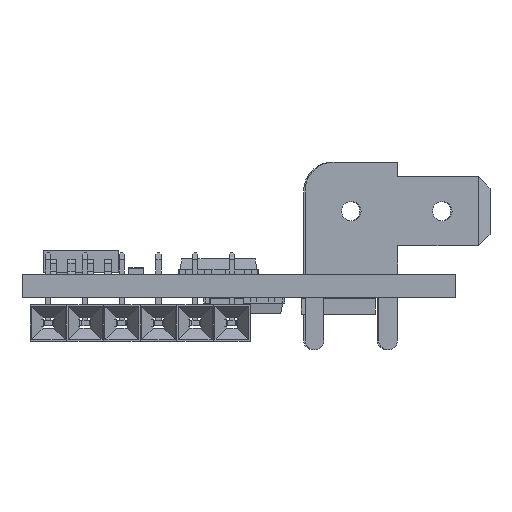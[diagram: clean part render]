
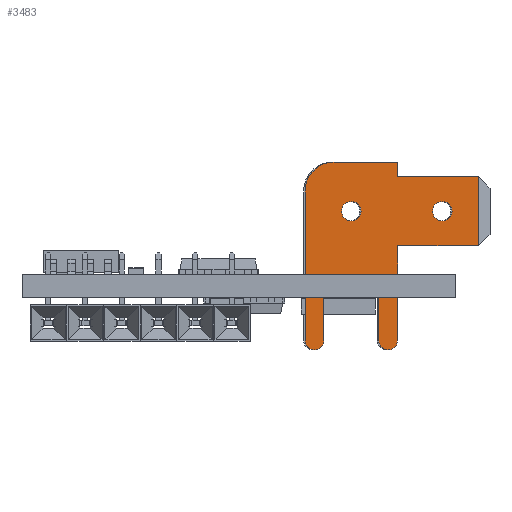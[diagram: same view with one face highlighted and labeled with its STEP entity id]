
A CAD part, front view. The second image highlights one B-rep face of the part: STEP entity #3483.
In plain terms, the highlighted face is planar.
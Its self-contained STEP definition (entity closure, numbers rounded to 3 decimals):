
#3483 = ADVANCED_FACE('',(#3484,#3593,#3613),#3633,.T.);
#3484 = FACE_BOUND('',#3485,.T.);
#3485 = EDGE_LOOP('',(#3486,#3496,#3504,#3512,#3521,#3529,#3538,#3546,
    #3554,#3562,#3571,#3579,#3587));
#3486 = ORIENTED_EDGE('',*,*,#3487,.T.);
#3487 = EDGE_CURVE('',#3488,#3490,#3492,.T.);
#3488 = VERTEX_POINT('',#3489);
#3489 = CARTESIAN_POINT('',(8.8,6.8,0.));
#3490 = VERTEX_POINT('',#3491);
#3491 = CARTESIAN_POINT('',(3.2,6.8,0.));
#3492 = LINE('',#3493,#3494);
#3493 = CARTESIAN_POINT('',(8.8,6.8,0.));
#3494 = VECTOR('',#3495,1.);
#3495 = DIRECTION('',(-1.,0.,0.));
#3496 = ORIENTED_EDGE('',*,*,#3497,.T.);
#3497 = EDGE_CURVE('',#3490,#3498,#3500,.T.);
#3498 = VERTEX_POINT('',#3499);
#3499 = CARTESIAN_POINT('',(3.2,7.8,0.));
#3500 = LINE('',#3501,#3502);
#3501 = CARTESIAN_POINT('',(3.2,6.8,0.));
#3502 = VECTOR('',#3503,1.);
#3503 = DIRECTION('',(0.,1.,0.));
#3504 = ORIENTED_EDGE('',*,*,#3505,.T.);
#3505 = EDGE_CURVE('',#3498,#3506,#3508,.T.);
#3506 = VERTEX_POINT('',#3507);
#3507 = CARTESIAN_POINT('',(-1.2,7.8,0.));
#3508 = LINE('',#3509,#3510);
#3509 = CARTESIAN_POINT('',(3.2,7.8,0.));
#3510 = VECTOR('',#3511,1.);
#3511 = DIRECTION('',(-1.,0.,0.));
#3512 = ORIENTED_EDGE('',*,*,#3513,.T.);
#3513 = EDGE_CURVE('',#3506,#3514,#3516,.T.);
#3514 = VERTEX_POINT('',#3515);
#3515 = CARTESIAN_POINT('',(-3.2,5.8,0.));
#3516 = CIRCLE('',#3517,2.);
#3517 = AXIS2_PLACEMENT_3D('',#3518,#3519,#3520);
#3518 = CARTESIAN_POINT('',(-1.2,5.8,0.));
#3519 = DIRECTION('',(0.,0.,1.));
#3520 = DIRECTION('',(0.,1.,0.));
#3521 = ORIENTED_EDGE('',*,*,#3522,.T.);
#3522 = EDGE_CURVE('',#3514,#3523,#3525,.T.);
#3523 = VERTEX_POINT('',#3524);
#3524 = CARTESIAN_POINT('',(-3.2,-4.55,0.));
#3525 = LINE('',#3526,#3527);
#3526 = CARTESIAN_POINT('',(-3.2,5.8,0.));
#3527 = VECTOR('',#3528,1.);
#3528 = DIRECTION('',(0.,-1.,0.));
#3529 = ORIENTED_EDGE('',*,*,#3530,.T.);
#3530 = EDGE_CURVE('',#3523,#3531,#3533,.T.);
#3531 = VERTEX_POINT('',#3532);
#3532 = CARTESIAN_POINT('',(-1.9,-4.55,0.));
#3533 = CIRCLE('',#3534,0.65);
#3534 = AXIS2_PLACEMENT_3D('',#3535,#3536,#3537);
#3535 = CARTESIAN_POINT('',(-2.55,-4.55,0.));
#3536 = DIRECTION('',(0.,0.,1.));
#3537 = DIRECTION('',(-1.,0.,0.));
#3538 = ORIENTED_EDGE('',*,*,#3539,.T.);
#3539 = EDGE_CURVE('',#3531,#3540,#3542,.T.);
#3540 = VERTEX_POINT('',#3541);
#3541 = CARTESIAN_POINT('',(-1.9,0.,0.));
#3542 = LINE('',#3543,#3544);
#3543 = CARTESIAN_POINT('',(-1.9,-4.55,0.));
#3544 = VECTOR('',#3545,1.);
#3545 = DIRECTION('',(0.,1.,0.));
#3546 = ORIENTED_EDGE('',*,*,#3547,.T.);
#3547 = EDGE_CURVE('',#3540,#3548,#3550,.T.);
#3548 = VERTEX_POINT('',#3549);
#3549 = CARTESIAN_POINT('',(1.9,0.,0.));
#3550 = LINE('',#3551,#3552);
#3551 = CARTESIAN_POINT('',(-1.9,0.,0.));
#3552 = VECTOR('',#3553,1.);
#3553 = DIRECTION('',(1.,0.,0.));
#3554 = ORIENTED_EDGE('',*,*,#3555,.T.);
#3555 = EDGE_CURVE('',#3548,#3556,#3558,.T.);
#3556 = VERTEX_POINT('',#3557);
#3557 = CARTESIAN_POINT('',(1.9,-4.55,0.));
#3558 = LINE('',#3559,#3560);
#3559 = CARTESIAN_POINT('',(1.9,0.,0.));
#3560 = VECTOR('',#3561,1.);
#3561 = DIRECTION('',(0.,-1.,0.));
#3562 = ORIENTED_EDGE('',*,*,#3563,.T.);
#3563 = EDGE_CURVE('',#3556,#3564,#3566,.T.);
#3564 = VERTEX_POINT('',#3565);
#3565 = CARTESIAN_POINT('',(3.2,-4.55,0.));
#3566 = CIRCLE('',#3567,0.65);
#3567 = AXIS2_PLACEMENT_3D('',#3568,#3569,#3570);
#3568 = CARTESIAN_POINT('',(2.55,-4.55,0.));
#3569 = DIRECTION('',(0.,0.,1.));
#3570 = DIRECTION('',(-1.,0.,0.));
#3571 = ORIENTED_EDGE('',*,*,#3572,.T.);
#3572 = EDGE_CURVE('',#3564,#3573,#3575,.T.);
#3573 = VERTEX_POINT('',#3574);
#3574 = CARTESIAN_POINT('',(3.2,2.,0.));
#3575 = LINE('',#3576,#3577);
#3576 = CARTESIAN_POINT('',(3.2,-4.55,0.));
#3577 = VECTOR('',#3578,1.);
#3578 = DIRECTION('',(0.,1.,0.));
#3579 = ORIENTED_EDGE('',*,*,#3580,.T.);
#3580 = EDGE_CURVE('',#3573,#3581,#3583,.T.);
#3581 = VERTEX_POINT('',#3582);
#3582 = CARTESIAN_POINT('',(8.8,2.,0.));
#3583 = LINE('',#3584,#3585);
#3584 = CARTESIAN_POINT('',(3.2,2.,0.));
#3585 = VECTOR('',#3586,1.);
#3586 = DIRECTION('',(1.,0.,0.));
#3587 = ORIENTED_EDGE('',*,*,#3588,.F.);
#3588 = EDGE_CURVE('',#3488,#3581,#3589,.T.);
#3589 = LINE('',#3590,#3591);
#3590 = CARTESIAN_POINT('',(8.8,6.8,0.));
#3591 = VECTOR('',#3592,1.);
#3592 = DIRECTION('',(0.,-1.,0.));
#3593 = FACE_BOUND('',#3594,.T.);
#3594 = EDGE_LOOP('',(#3595,#3606));
#3595 = ORIENTED_EDGE('',*,*,#3596,.T.);
#3596 = EDGE_CURVE('',#3597,#3599,#3601,.T.);
#3597 = VERTEX_POINT('',#3598);
#3598 = CARTESIAN_POINT('',(5.625,4.4,0.));
#3599 = VERTEX_POINT('',#3600);
#3600 = CARTESIAN_POINT('',(6.975,4.4,0.));
#3601 = CIRCLE('',#3602,0.675);
#3602 = AXIS2_PLACEMENT_3D('',#3603,#3604,#3605);
#3603 = CARTESIAN_POINT('',(6.3,4.4,0.));
#3604 = DIRECTION('',(0.,0.,-1.));
#3605 = DIRECTION('',(-1.,0.,0.));
#3606 = ORIENTED_EDGE('',*,*,#3607,.T.);
#3607 = EDGE_CURVE('',#3599,#3597,#3608,.T.);
#3608 = CIRCLE('',#3609,0.675);
#3609 = AXIS2_PLACEMENT_3D('',#3610,#3611,#3612);
#3610 = CARTESIAN_POINT('',(6.3,4.4,0.));
#3611 = DIRECTION('',(0.,0.,-1.));
#3612 = DIRECTION('',(1.,0.,0.));
#3613 = FACE_BOUND('',#3614,.T.);
#3614 = EDGE_LOOP('',(#3615,#3626));
#3615 = ORIENTED_EDGE('',*,*,#3616,.T.);
#3616 = EDGE_CURVE('',#3617,#3619,#3621,.T.);
#3617 = VERTEX_POINT('',#3618);
#3618 = CARTESIAN_POINT('',(-0.675,4.4,0.));
#3619 = VERTEX_POINT('',#3620);
#3620 = CARTESIAN_POINT('',(0.675,4.4,0.));
#3621 = CIRCLE('',#3622,0.675);
#3622 = AXIS2_PLACEMENT_3D('',#3623,#3624,#3625);
#3623 = CARTESIAN_POINT('',(0.,4.4,0.));
#3624 = DIRECTION('',(0.,0.,-1.));
#3625 = DIRECTION('',(-1.,0.,0.));
#3626 = ORIENTED_EDGE('',*,*,#3627,.T.);
#3627 = EDGE_CURVE('',#3619,#3617,#3628,.T.);
#3628 = CIRCLE('',#3629,0.675);
#3629 = AXIS2_PLACEMENT_3D('',#3630,#3631,#3632);
#3630 = CARTESIAN_POINT('',(0.,4.4,0.));
#3631 = DIRECTION('',(0.,0.,-1.));
#3632 = DIRECTION('',(1.,0.,0.));
#3633 = PLANE('',#3634);
#3634 = AXIS2_PLACEMENT_3D('',#3635,#3636,#3637);
#3635 = CARTESIAN_POINT('',(0.,0.,0.));
#3636 = DIRECTION('',(0.,0.,1.));
#3637 = DIRECTION('',(1.,0.,0.));
